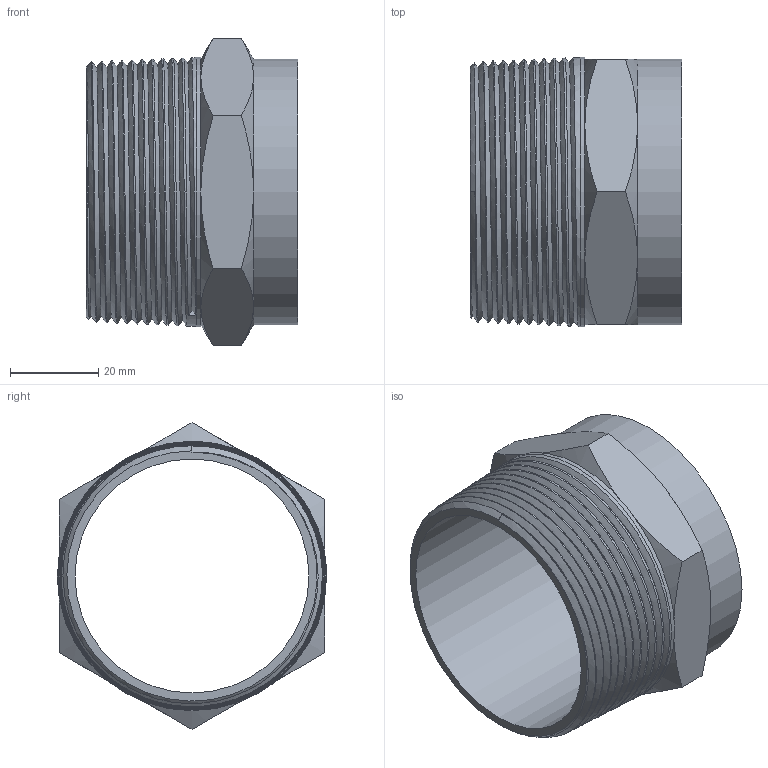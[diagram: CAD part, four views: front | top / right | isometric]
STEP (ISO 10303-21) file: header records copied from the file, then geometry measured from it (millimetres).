
FILE_DESCRIPTION(/* description */ ('Unknown'),/* implementation_level */ '2;1');
FILE_NAME(/* name */ 'R-208-8kt Euqal 60.3',/* time_stamp */ '2022-10-31T14:03:53+08:00',/* author */ ('Unknown'),/* organization */ ('Unknown'),/* preprocessor_version */ 'ST-DEVELOPER v16.7',/* originating_system */ 'DEX',/* authorisation */ $);
FILE_SCHEMA (('AUTOMOTIVE_DESIGN {1 0 10303 214 3 1 1}'));
Length unit declared in the file: millimetre
Products named in the file (1): R-208-8kt Euqal 60.3
Bounding box: 48 x 61.1 x 69.63 mm (x, y, z)
Volume: 29630.6 mm3; surface area: 20910.2 mm2
Topology: 1 solids, 1 shells, 45 faces, 129 edges, 87 vertices
Faces by surface type: cone 26, plane 11, cylinder 5, bspline 3
Full cylindrical faces by diameter (mm): 3 x1, 53.1 x1, 55.3 x1, 60.3 x1, 61.1 x1
Entity records: 4401 total; most frequent: CARTESIAN_POINT 3480, ORIENTED_EDGE 222, DIRECTION 125, EDGE_CURVE 111, VERTEX_POINT 87, B_SPLINE_CURVE_WITH_KNOTS 75, AXIS2_PLACEMENT_3D 56, EDGE_LOOP 46
